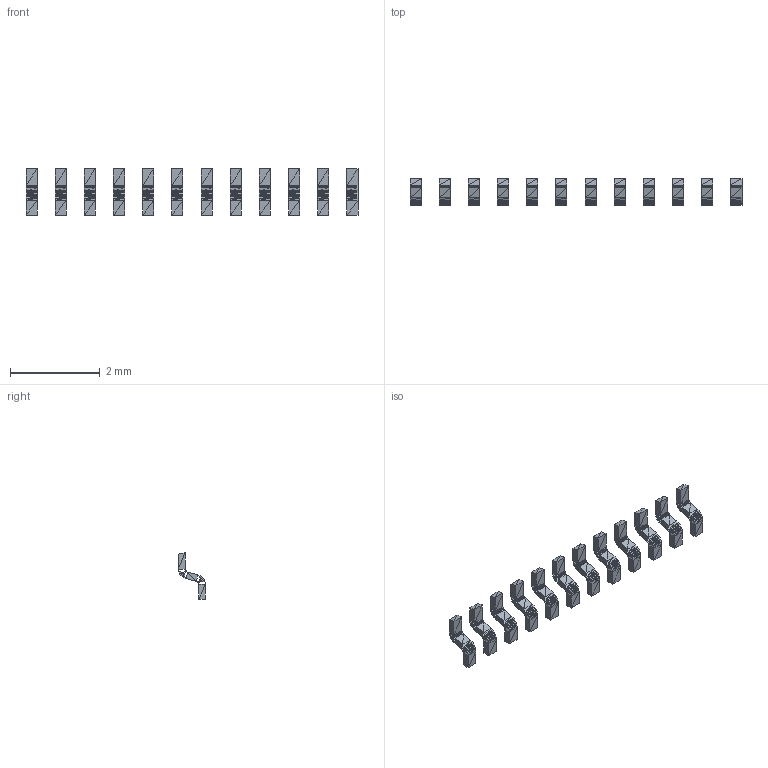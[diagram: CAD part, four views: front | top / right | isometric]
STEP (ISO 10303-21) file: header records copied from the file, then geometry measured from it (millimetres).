
FILE_DESCRIPTION(/* description */ (''),/* implementation_level */ '2;1');
FILE_NAME(/* name */ 'tssop_24001001_ipt_d942ea3a.STEP',/* time_stamp */ '2022-06-02T14:50:46+03:00',/* author */ ('Sulieman DAHER'),/* organization */ (''),/* preprocessor_version */ 'ST-DEVELOPER v16.13',/* originating_system */ 'Autodesk Inventor 2018',/* authorisation */ '');
FILE_SCHEMA (('AUTOMOTIVE_DESIGN { 1 0 10303 214 3 1 1 }'));
Length unit declared in the file: millimetre
Products named in the file (1): tssop_24001001
Bounding box: 7.39 x 0.6 x 1.04 mm (x, y, z)
Surface area: 12.4 mm2 (no closed solid volume)
Topology: 0 solids, 12 shells, 1680 faces, 2760 edges, 1008 vertices
Faces by surface type: plane 1680
Entity records: 36051 total; most frequent: DIRECTION 6122, CARTESIAN_POINT 5449, ORIENTED_EDGE 5040, LINE 2760, VECTOR 2760, EDGE_CURVE 2760, AXIS2_PLACEMENT_3D 1681, FACE_OUTER_BOUND 1680
